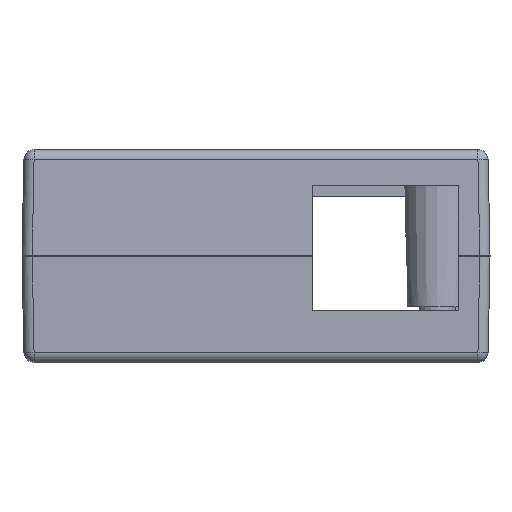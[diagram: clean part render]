
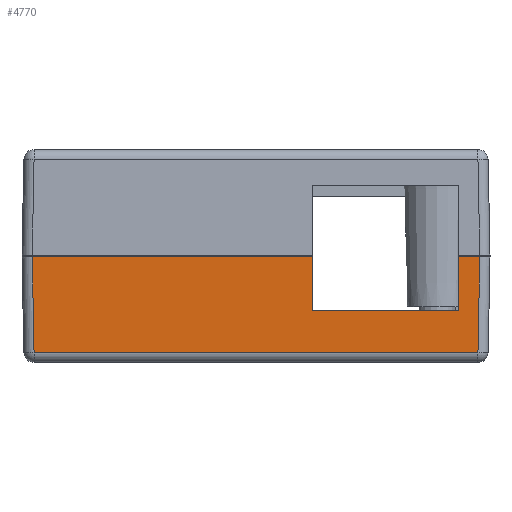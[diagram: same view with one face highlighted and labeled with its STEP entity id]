
A CAD part, left-side view. The second image highlights one B-rep face of the part: STEP entity #4770.
In plain terms, the highlighted planar face has unit normal (-1, 0, -0.019).
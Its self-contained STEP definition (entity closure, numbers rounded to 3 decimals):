
#384=FACE_OUTER_BOUND('',#660,.T.);
#660=EDGE_LOOP('',(#3222,#3223,#3224,#3225,#3226,#3227,#3228,#3229));
#996=LINE('',#6734,#1501);
#999=LINE('',#6740,#1504);
#1008=LINE('',#6757,#1513);
#1009=LINE('',#6759,#1514);
#1010=LINE('',#6761,#1515);
#1011=LINE('',#6763,#1516);
#1012=LINE('',#6765,#1517);
#1013=LINE('',#6766,#1518);
#1501=VECTOR('',#5465,10.);
#1504=VECTOR('',#5470,10.);
#1513=VECTOR('',#5483,10.);
#1514=VECTOR('',#5484,10.);
#1515=VECTOR('',#5485,10.);
#1516=VECTOR('',#5486,10.);
#1517=VECTOR('',#5487,10.);
#1518=VECTOR('',#5488,10.);
#1999=VERTEX_POINT('',#6731);
#2000=VERTEX_POINT('',#6733);
#2002=VERTEX_POINT('',#6739);
#2008=VERTEX_POINT('',#6756);
#2009=VERTEX_POINT('',#6758);
#2010=VERTEX_POINT('',#6760);
#2011=VERTEX_POINT('',#6762);
#2012=VERTEX_POINT('',#6764);
#2474=EDGE_CURVE('',#2000,#1999,#996,.T.);
#2477=EDGE_CURVE('',#2002,#2000,#999,.T.);
#2486=EDGE_CURVE('',#2008,#1999,#1008,.T.);
#2487=EDGE_CURVE('',#2009,#2008,#1009,.T.);
#2488=EDGE_CURVE('',#2010,#2009,#1010,.T.);
#2489=EDGE_CURVE('',#2010,#2011,#1011,.T.);
#2490=EDGE_CURVE('',#2011,#2012,#1012,.T.);
#2491=EDGE_CURVE('',#2012,#2002,#1013,.T.);
#3222=ORIENTED_EDGE('',*,*,#2477,.T.);
#3223=ORIENTED_EDGE('',*,*,#2474,.T.);
#3224=ORIENTED_EDGE('',*,*,#2486,.F.);
#3225=ORIENTED_EDGE('',*,*,#2487,.F.);
#3226=ORIENTED_EDGE('',*,*,#2488,.F.);
#3227=ORIENTED_EDGE('',*,*,#2489,.T.);
#3228=ORIENTED_EDGE('',*,*,#2490,.T.);
#3229=ORIENTED_EDGE('',*,*,#2491,.T.);
#4600=PLANE('',#5050);
#4770=ADVANCED_FACE('',(#384),#4600,.T.);
#5050=AXIS2_PLACEMENT_3D('',#6755,#5481,#5482);
#5465=DIRECTION('',(0.,1.,0.));
#5470=DIRECTION('',(-0.019,0.,1.));
#5481=DIRECTION('center_axis',(-1.,0.,
-0.019));
#5482=DIRECTION('ref_axis',(0.,-1.,0.));
#5483=DIRECTION('',(-0.019,0.019,1.));
#5484=DIRECTION('',(0.,1.,0.));
#5485=DIRECTION('',(0.019,0.019,-1.));
#5486=DIRECTION('',(0.,1.,0.));
#5487=DIRECTION('',(0.019,0.,-1.));
#5488=DIRECTION('',(0.,1.,0.));
#6731=CARTESIAN_POINT('',(-43.488,26.288,13.9));
#6733=CARTESIAN_POINT('',(-43.488,-6.632,13.9));
#6734=CARTESIAN_POINT('',(-43.488,9.753,13.9));
#6739=CARTESIAN_POINT('',(-43.366,-6.632,7.55));
#6740=CARTESIAN_POINT('',(-43.297,-6.632,3.924));
#6755=CARTESIAN_POINT('Origin',(-43.221,27.25,0.));
#6756=CARTESIAN_POINT('',(-43.273,26.073,2.677));
#6757=CARTESIAN_POINT('',(-43.206,26.006,-0.806));
#6758=CARTESIAN_POINT('',(-43.273,-26.073,2.677));
#6759=CARTESIAN_POINT('',(-43.273,13.625,2.677));
#6760=CARTESIAN_POINT('',(-43.488,-26.288,13.9));
#6761=CARTESIAN_POINT('',(-43.212,-26.012,-0.499));
#6762=CARTESIAN_POINT('',(-43.488,-23.815,13.9));
#6763=CARTESIAN_POINT('',(-43.488,0.674,13.9));
#6764=CARTESIAN_POINT('',(-43.366,-23.815,7.55));
#6765=CARTESIAN_POINT('',(-43.296,-23.815,3.91));
#6766=CARTESIAN_POINT('',(-43.366,9.753,7.55));
